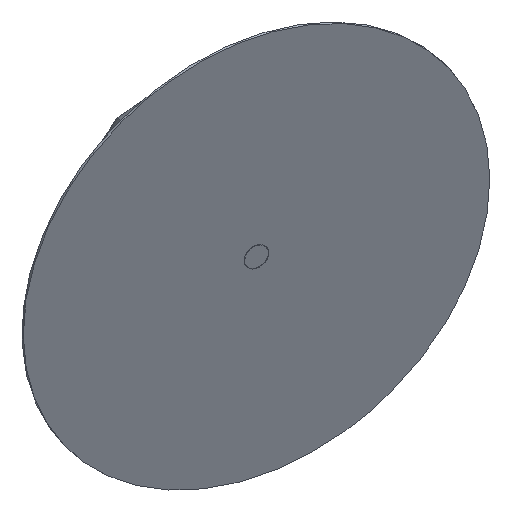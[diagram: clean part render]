
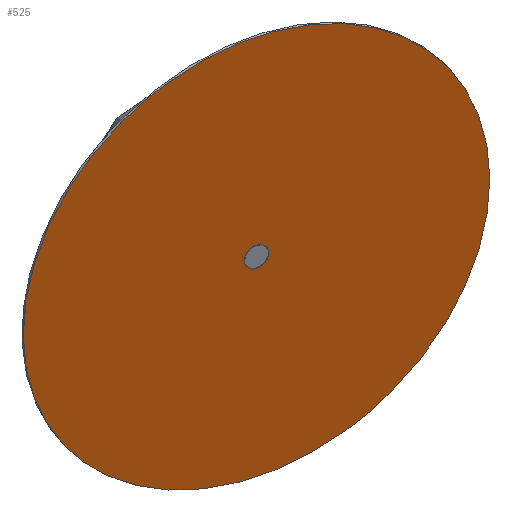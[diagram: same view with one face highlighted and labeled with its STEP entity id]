
A CAD part, top view. The second image highlights one B-rep face of the part: STEP entity #525.
In plain terms, the highlighted face is planar.
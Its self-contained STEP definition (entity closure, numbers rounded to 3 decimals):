
#334=FACE_BOUND('',#3139,.T.);
#525=ADVANCED_FACE('',(#1828,#334),#20260,.T.);
#1828=FACE_OUTER_BOUND('',#3138,.T.);
#3138=EDGE_LOOP('',(#4824,#4825));
#3139=EDGE_LOOP('',(#4826,#4827));
#4824=ORIENTED_EDGE('',*,*,#11113,.F.);
#4825=ORIENTED_EDGE('',*,*,#11110,.F.);
#4826=ORIENTED_EDGE('',*,*,#11104,.T.);
#4827=ORIENTED_EDGE('',*,*,#11114,.T.);
#11104=EDGE_CURVE('',#17600,#17601,#14322,.T.);
#11110=EDGE_CURVE('',#17606,#17607,#14325,.T.);
#11113=EDGE_CURVE('',#17607,#17606,#14327,.T.);
#11114=EDGE_CURVE('',#17601,#17600,#14328,.T.);
#14322=(
BOUNDED_CURVE()
B_SPLINE_CURVE(2,(#25072,#25073,#25074,#25075,#25076),.UNSPECIFIED.,.F.,
 .F.)
B_SPLINE_CURVE_WITH_KNOTS((3,2,3),(0.,12.566,25.133),
 .UNSPECIFIED.)
CURVE()
GEOMETRIC_REPRESENTATION_ITEM()
RATIONAL_B_SPLINE_CURVE((1.,0.707,1.,0.707,1.))
REPRESENTATION_ITEM('')
);
#14325=(
BOUNDED_CURVE()
B_SPLINE_CURVE(2,(#25093,#25094,#25095,#25096,#25097),.UNSPECIFIED.,.F.,
 .F.)
B_SPLINE_CURVE_WITH_KNOTS((3,2,3),(0.,239.389,478.779),
 .UNSPECIFIED.)
CURVE()
GEOMETRIC_REPRESENTATION_ITEM()
RATIONAL_B_SPLINE_CURVE((1.,0.707,1.,0.707,1.))
REPRESENTATION_ITEM('')
);
#14327=(
BOUNDED_CURVE()
B_SPLINE_CURVE(2,(#25105,#25106,#25107,#25108,#25109),.UNSPECIFIED.,.F.,
 .F.)
B_SPLINE_CURVE_WITH_KNOTS((3,2,3),(0.,239.389,478.779),
 .UNSPECIFIED.)
CURVE()
GEOMETRIC_REPRESENTATION_ITEM()
RATIONAL_B_SPLINE_CURVE((1.,0.707,1.,0.707,1.))
REPRESENTATION_ITEM('')
);
#14328=(
BOUNDED_CURVE()
B_SPLINE_CURVE(2,(#25110,#25111,#25112,#25113,#25114),.UNSPECIFIED.,.F.,
 .F.)
B_SPLINE_CURVE_WITH_KNOTS((3,2,3),(0.,12.566,25.133),
 .UNSPECIFIED.)
CURVE()
GEOMETRIC_REPRESENTATION_ITEM()
RATIONAL_B_SPLINE_CURVE((1.,0.707,1.,0.707,1.))
REPRESENTATION_ITEM('')
);
#17600=VERTEX_POINT('',#25064);
#17601=VERTEX_POINT('',#25065);
#17606=VERTEX_POINT('',#25070);
#17607=VERTEX_POINT('',#25071);
#20260=PLANE('',#20820);
#20820=AXIS2_PLACEMENT_3D('',#25045,#21297,$);
#21297=DIRECTION('',(-0.5,0.5,-0.707));
#25045=CARTESIAN_POINT('',(344.8,-265.732,416.095));
#25064=CARTESIAN_POINT('',(561.557,-223.857,292.435));
#25065=CARTESIAN_POINT('',(569.557,-231.857,281.121));
#25070=CARTESIAN_POINT('',(641.757,-304.057,179.015));
#25071=CARTESIAN_POINT('',(489.357,-151.657,394.541));
#25072=CARTESIAN_POINT('',(561.557,-223.857,292.435));
#25073=CARTESIAN_POINT('',(555.9,-229.514,292.435));
#25074=CARTESIAN_POINT('',(559.9,-233.514,286.778));
#25075=CARTESIAN_POINT('',(563.9,-237.514,281.121));
#25076=CARTESIAN_POINT('',(569.557,-231.857,281.121));
#25093=CARTESIAN_POINT('',(641.757,-304.057,179.015));
#25094=CARTESIAN_POINT('',(749.52,-196.294,179.015));
#25095=CARTESIAN_POINT('',(673.32,-120.094,286.778));
#25096=CARTESIAN_POINT('',(597.12,-43.894,394.541));
#25097=CARTESIAN_POINT('',(489.357,-151.657,394.541));
#25105=CARTESIAN_POINT('',(489.357,-151.657,394.541));
#25106=CARTESIAN_POINT('',(381.594,-259.42,394.541));
#25107=CARTESIAN_POINT('',(457.794,-335.62,286.778));
#25108=CARTESIAN_POINT('',(533.994,-411.82,179.015));
#25109=CARTESIAN_POINT('',(641.757,-304.057,179.015));
#25110=CARTESIAN_POINT('',(569.557,-231.857,281.121));
#25111=CARTESIAN_POINT('',(575.214,-226.2,281.121));
#25112=CARTESIAN_POINT('',(571.214,-222.2,286.778));
#25113=CARTESIAN_POINT('',(567.214,-218.2,292.435));
#25114=CARTESIAN_POINT('',(561.557,-223.857,292.435));
